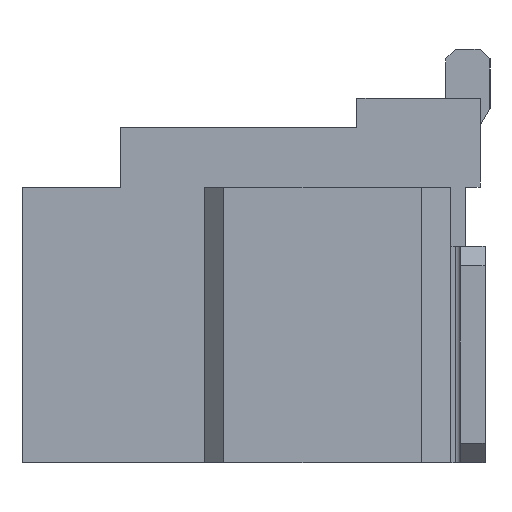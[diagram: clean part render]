
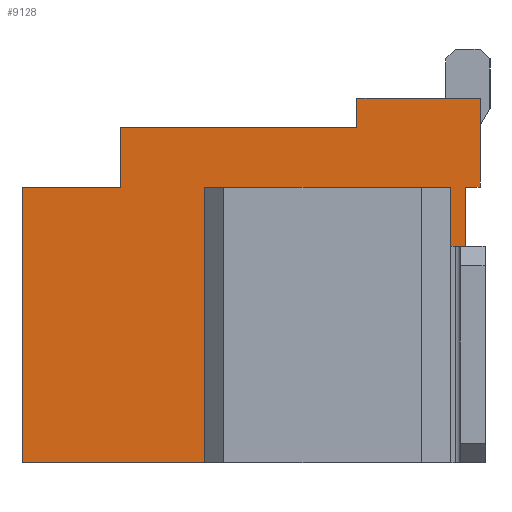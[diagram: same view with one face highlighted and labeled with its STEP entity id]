
A CAD part, left-side view. The second image highlights one B-rep face of the part: STEP entity #9128.
In plain terms, the highlighted planar face has unit normal (-1, 0, 0).
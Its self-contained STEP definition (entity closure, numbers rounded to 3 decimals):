
#73=DIRECTION('',(0.,1.,0.));
#74=VECTOR('',#73,1.25);
#75=CARTESIAN_POINT('',(-9.625,-3.675,2.1));
#76=LINE('',#75,#74);
#1189=DIRECTION('',(0.,0.,1.));
#1190=VECTOR('',#1189,2.8);
#1191=CARTESIAN_POINT('',(-9.625,0.975,-1.6));
#1192=LINE('',#1191,#1190);
#1697=DIRECTION('',(0.,-1.,0.));
#1698=VECTOR('',#1697,1.);
#1699=CARTESIAN_POINT('',(-9.625,0.975,1.2));
#1700=LINE('',#1699,#1698);
#1701=DIRECTION('',(0.,0.,1.));
#1702=VECTOR('',#1701,0.6);
#1703=CARTESIAN_POINT('',(-9.625,-0.025,1.2));
#1704=LINE('',#1703,#1702);
#1705=DIRECTION('',(0.,-1.,0.));
#1706=VECTOR('',#1705,2.4);
#1707=CARTESIAN_POINT('',(-9.625,-0.025,1.8));
#1708=LINE('',#1707,#1706);
#1709=DIRECTION('',(0.,0.,-1.));
#1710=VECTOR('',#1709,0.3);
#1711=CARTESIAN_POINT('',(-9.625,-2.425,2.1));
#1712=LINE('',#1711,#1710);
#1713=DIRECTION('',(0.,1.,0.));
#1714=VECTOR('',#1713,0.15);
#1715=CARTESIAN_POINT('',(-9.625,-3.675,1.2));
#1716=LINE('',#1715,#1714);
#1717=DIRECTION('',(0.,0.,1.));
#1718=VECTOR('',#1717,2.1);
#1719=CARTESIAN_POINT('',(-9.625,-3.525,-0.9));
#1720=LINE('',#1719,#1718);
#1721=DIRECTION('',(0.,1.,0.));
#1722=VECTOR('',#1721,0.15);
#1723=CARTESIAN_POINT('',(-9.625,-3.675,-0.9));
#1724=LINE('',#1723,#1722);
#1725=DIRECTION('',(0.,1.,0.));
#1726=VECTOR('',#1725,0.3);
#1727=CARTESIAN_POINT('',(-9.625,-3.675,-1.6));
#1728=LINE('',#1727,#1726);
#1729=DIRECTION('',(0.,0.,1.));
#1730=VECTOR('',#1729,2.8);
#1731=CARTESIAN_POINT('',(-9.625,-3.375,-1.6));
#1732=LINE('',#1731,#1730);
#1733=DIRECTION('',(0.,-1.,0.));
#1734=VECTOR('',#1733,2.5);
#1735=CARTESIAN_POINT('',(-9.625,-0.875,1.2));
#1736=LINE('',#1735,#1734);
#1737=DIRECTION('',(0.,0.,1.));
#1738=VECTOR('',#1737,2.8);
#1739=CARTESIAN_POINT('',(-9.625,-0.875,-1.6));
#1740=LINE('',#1739,#1738);
#1741=DIRECTION('',(0.,1.,0.));
#1742=VECTOR('',#1741,1.85);
#1743=CARTESIAN_POINT('',(-9.625,-0.875,-1.6));
#1744=LINE('',#1743,#1742);
#1789=DIRECTION('',(0.,0.,1.));
#1790=VECTOR('',#1789,0.9);
#1791=CARTESIAN_POINT('',(-9.625,-3.675,1.2));
#1792=LINE('',#1791,#1790);
#1829=DIRECTION('',(0.,0.,1.));
#1830=VECTOR('',#1829,0.7);
#1831=CARTESIAN_POINT('',(-9.625,-3.675,-1.6));
#1832=LINE('',#1831,#1830);
#5695=CARTESIAN_POINT('',(-9.625,-0.875,1.2));
#5696=CARTESIAN_POINT('',(-9.625,-3.375,1.2));
#5697=VERTEX_POINT('',#5695);
#5698=VERTEX_POINT('',#5696);
#5699=CARTESIAN_POINT('',(-9.625,-0.875,-1.6));
#5700=VERTEX_POINT('',#5699);
#5707=CARTESIAN_POINT('',(-9.625,0.975,-1.6));
#5708=VERTEX_POINT('',#5707);
#5727=CARTESIAN_POINT('',(-9.625,-3.675,2.1));
#5728=VERTEX_POINT('',#5727);
#5733=CARTESIAN_POINT('',(-9.625,-3.675,-1.6));
#5734=VERTEX_POINT('',#5733);
#5751=CARTESIAN_POINT('',(-9.625,-2.425,2.1));
#5752=CARTESIAN_POINT('',(-9.625,-2.425,1.8));
#5753=VERTEX_POINT('',#5751);
#5754=VERTEX_POINT('',#5752);
#5760=CARTESIAN_POINT('',(-9.625,-0.025,1.8));
#5762=VERTEX_POINT('',#5760);
#5929=CARTESIAN_POINT('',(-9.625,0.975,1.2));
#5930=CARTESIAN_POINT('',(-9.625,-0.025,1.2));
#5931=VERTEX_POINT('',#5929);
#5932=VERTEX_POINT('',#5930);
#6343=CARTESIAN_POINT('',(-9.625,-3.375,-1.6));
#6344=VERTEX_POINT('',#6343);
#7451=CARTESIAN_POINT('',(-9.625,-3.675,1.2));
#7453=VERTEX_POINT('',#7451);
#7459=CARTESIAN_POINT('',(-9.625,-3.675,-0.9));
#7461=VERTEX_POINT('',#7459);
#7467=CARTESIAN_POINT('',(-9.625,-3.525,1.2));
#7468=VERTEX_POINT('',#7467);
#7469=CARTESIAN_POINT('',(-9.625,-3.525,-0.9));
#7470=VERTEX_POINT('',#7469);
#9095=CARTESIAN_POINT('',(-9.625,-3.675,-1.6));
#9096=DIRECTION('',(-1.,0.,0.));
#9097=DIRECTION('',(0.,0.,1.));
#9098=AXIS2_PLACEMENT_3D('',#9095,#9096,#9097);
#9099=PLANE('',#9098);
#9100=ORIENTED_EDGE('',*,*,#8623,.T.);
#9102=ORIENTED_EDGE('',*,*,#9101,.T.);
#9104=ORIENTED_EDGE('',*,*,#9103,.T.);
#9105=ORIENTED_EDGE('',*,*,#8738,.F.);
#9106=ORIENTED_EDGE('',*,*,#7564,.F.);
#9108=ORIENTED_EDGE('',*,*,#9107,.F.);
#9110=ORIENTED_EDGE('',*,*,#9109,.T.);
#9112=ORIENTED_EDGE('',*,*,#9111,.F.);
#9114=ORIENTED_EDGE('',*,*,#9113,.F.);
#9116=ORIENTED_EDGE('',*,*,#9115,.F.);
#9117=ORIENTED_EDGE('',*,*,#8007,.T.);
#9119=ORIENTED_EDGE('',*,*,#9118,.T.);
#9121=ORIENTED_EDGE('',*,*,#9120,.F.);
#9123=ORIENTED_EDGE('',*,*,#9122,.F.);
#9124=ORIENTED_EDGE('',*,*,#7985,.T.);
#9125=ORIENTED_EDGE('',*,*,#8556,.T.);
#9126=EDGE_LOOP('',(#9100,#9102,#9104,#9105,#9106,#9108,#9110,#9112,#9114,#9116,
#9117,#9119,#9121,#9123,#9124,#9125));
#9127=FACE_OUTER_BOUND('',#9126,.F.);
#9128=ADVANCED_FACE('',(#9127),#9099,.T.);
#7564=EDGE_CURVE('',#5728,#5753,#76,.T.);
#7985=EDGE_CURVE('',#5700,#5708,#1744,.T.);
#8007=EDGE_CURVE('',#5734,#6344,#1728,.T.);
#8556=EDGE_CURVE('',#5708,#5931,#1192,.T.);
#8623=EDGE_CURVE('',#5931,#5932,#1700,.T.);
#8738=EDGE_CURVE('',#5753,#5754,#1712,.T.);
#9101=EDGE_CURVE('',#5932,#5762,#1704,.T.);
#9103=EDGE_CURVE('',#5762,#5754,#1708,.T.);
#9107=EDGE_CURVE('',#7453,#5728,#1792,.T.);
#9109=EDGE_CURVE('',#7453,#7468,#1716,.T.);
#9111=EDGE_CURVE('',#7470,#7468,#1720,.T.);
#9113=EDGE_CURVE('',#7461,#7470,#1724,.T.);
#9115=EDGE_CURVE('',#5734,#7461,#1832,.T.);
#9118=EDGE_CURVE('',#6344,#5698,#1732,.T.);
#9120=EDGE_CURVE('',#5697,#5698,#1736,.T.);
#9122=EDGE_CURVE('',#5700,#5697,#1740,.T.);
